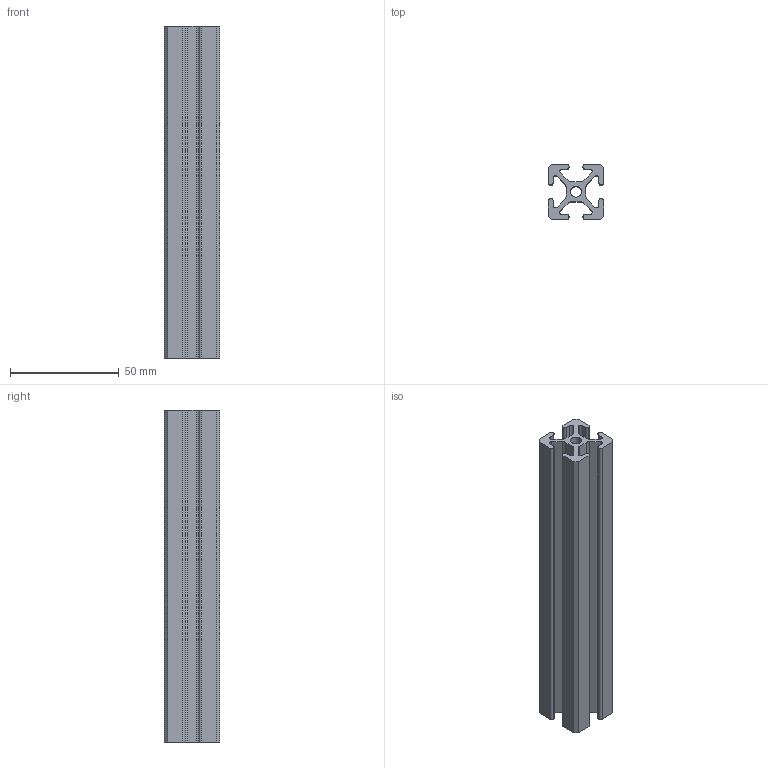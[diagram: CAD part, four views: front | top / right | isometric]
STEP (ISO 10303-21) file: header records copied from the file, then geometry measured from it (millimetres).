
FILE_DESCRIPTION (( 'STEP AP203' ), '1' );
FILE_NAME ('1010C.step', '2022-09-20T12:18:29', ( '' ), ( '' ), 'SwSTEP 2.0', 'SolidWorks 2021', '' );
FILE_SCHEMA (( 'CONFIG_CONTROL_DESIGN' ));
Length unit declared in the file: inch
Products named in the file (1): 1010C
Bounding box: 25.4 x 25.4 x 152.4 mm (x, y, z)
Volume: 44174.6 mm3; surface area: 33285.9 mm2
Topology: 1 solids, 1 shells, 80 faces, 234 edges, 156 vertices
Faces by surface type: plane 42, cylinder 38
Entity records: 2757 total; most frequent: DIRECTION 472, CARTESIAN_POINT 471, ORIENTED_EDGE 468, EDGE_CURVE 234, VECTOR 158, LINE 158, AXIS2_PLACEMENT_3D 157, VERTEX_POINT 156
